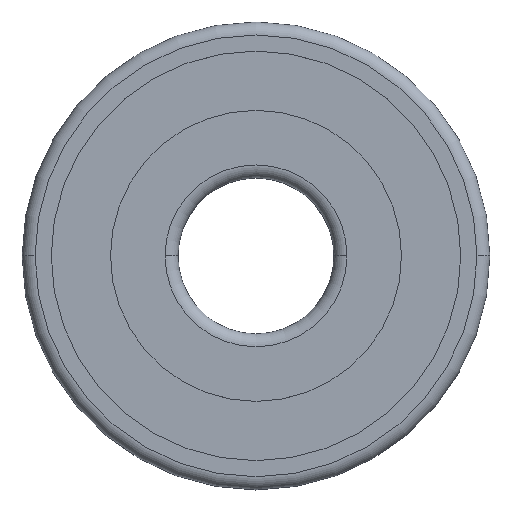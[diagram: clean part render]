
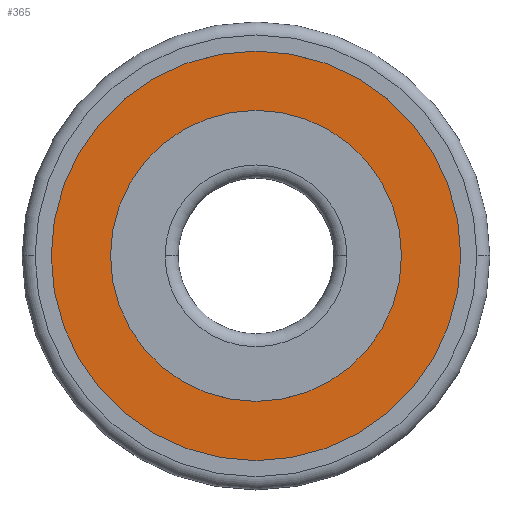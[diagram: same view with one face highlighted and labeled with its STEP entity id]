
A CAD part, top view. The second image highlights one B-rep face of the part: STEP entity #365.
In plain terms, the highlighted planar face has unit normal (0, 0, 1).
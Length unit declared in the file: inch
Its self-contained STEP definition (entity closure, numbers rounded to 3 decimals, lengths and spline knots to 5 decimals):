
#3 = DIRECTION ( 'NONE',  ( 0., 0., 1. ) ) ;
#5 = CARTESIAN_POINT ( 'NONE',  ( 0., 0., 0.1775 ) ) ;
#13 = DIRECTION ( 'NONE',  ( 1., 0., 0. ) ) ;
#20 = EDGE_CURVE ( 'NONE', #67, #770, #355, .T. ) ;
#23 = CIRCLE ( 'NONE', #526, 0.4925 ) ;
#45 = CIRCLE ( 'NONE', #639, 0.35 ) ;
#47 = AXIS2_PLACEMENT_3D ( 'NONE', #560, #685, #428 ) ;
#67 = VERTEX_POINT ( 'NONE', #530 ) ;
#71 = AXIS2_PLACEMENT_3D ( 'NONE', #284, #97, #102 ) ;
#97 = DIRECTION ( 'NONE',  ( 0., 0., 1. ) ) ;
#102 = DIRECTION ( 'NONE',  ( 1., 0., 0. ) ) ;
#154 = ORIENTED_EDGE ( 'NONE', *, *, #20, .F. ) ;
#161 = EDGE_CURVE ( 'NONE', #254, #645, #579, .T. ) ;
#188 = ORIENTED_EDGE ( 'NONE', *, *, #584, .F. ) ;
#254 = VERTEX_POINT ( 'NONE', #308 ) ;
#284 = CARTESIAN_POINT ( 'NONE',  ( 0., 0., 0.1775 ) ) ;
#294 = DIRECTION ( 'NONE',  ( 1., 0., 0. ) ) ;
#308 = CARTESIAN_POINT ( 'NONE',  ( 0.4925, 0., 0.1775 ) ) ;
#322 = EDGE_CURVE ( 'NONE', #645, #254, #23, .T. ) ;
#355 = CIRCLE ( 'NONE', #642, 0.35 ) ;
#365 = ADVANCED_FACE ( 'NONE', ( #401, #576 ), #631, .T. ) ;
#401 = FACE_BOUND ( 'NONE', #497, .T. ) ;
#428 = DIRECTION ( 'NONE',  ( 1., 0., 0. ) ) ;
#448 = EDGE_LOOP ( 'NONE', ( #466, #623 ) ) ;
#462 = DIRECTION ( 'NONE',  ( 0., 0., 1. ) ) ;
#466 = ORIENTED_EDGE ( 'NONE', *, *, #161, .T. ) ;
#488 = CARTESIAN_POINT ( 'NONE',  ( 0., 0., 0.1775 ) ) ;
#497 = EDGE_LOOP ( 'NONE', ( #154, #188 ) ) ;
#499 = DIRECTION ( 'NONE',  ( 0., 0., 1. ) ) ;
#517 = CARTESIAN_POINT ( 'NONE',  ( 0., 0., 0.1775 ) ) ;
#526 = AXIS2_PLACEMENT_3D ( 'NONE', #517, #462, #764 ) ;
#530 = CARTESIAN_POINT ( 'NONE',  ( 0.35, 0., 0.1775 ) ) ;
#560 = CARTESIAN_POINT ( 'NONE',  ( 0., 0., 0.1775 ) ) ;
#576 = FACE_OUTER_BOUND ( 'NONE', #448, .T. ) ;
#579 = CIRCLE ( 'NONE', #47, 0.4925 ) ;
#584 = EDGE_CURVE ( 'NONE', #770, #67, #45, .T. ) ;
#623 = ORIENTED_EDGE ( 'NONE', *, *, #322, .T. ) ;
#631 = PLANE ( 'NONE',  #71 ) ;
#639 = AXIS2_PLACEMENT_3D ( 'NONE', #488, #499, #13 ) ;
#642 = AXIS2_PLACEMENT_3D ( 'NONE', #5, #3, #294 ) ;
#645 = VERTEX_POINT ( 'NONE', #745 ) ;
#685 = DIRECTION ( 'NONE',  ( 0., 0., 1. ) ) ;
#692 = CARTESIAN_POINT ( 'NONE',  ( -0.35, 0., 0.1775 ) ) ;
#745 = CARTESIAN_POINT ( 'NONE',  ( -0.4925, 0., 0.1775 ) ) ;
#764 = DIRECTION ( 'NONE',  ( 1., 0., 0. ) ) ;
#770 = VERTEX_POINT ( 'NONE', #692 ) ;
